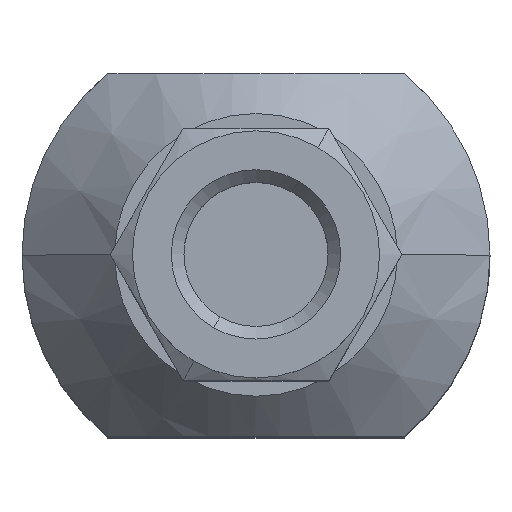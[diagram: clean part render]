
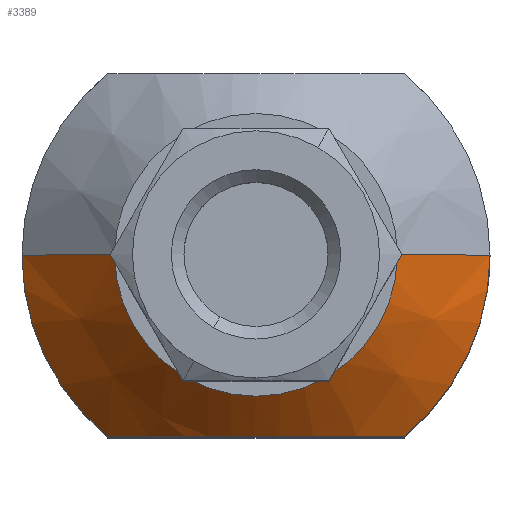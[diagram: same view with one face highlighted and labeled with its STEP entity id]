
A CAD part, top view. The second image highlights one B-rep face of the part: STEP entity #3389.
In plain terms, the highlighted conical face has half-angle 45 degrees and reference radius 3.356 mm.
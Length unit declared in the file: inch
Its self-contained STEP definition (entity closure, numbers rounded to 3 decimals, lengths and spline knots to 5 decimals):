
#68 = DIRECTION ( 'NONE',  ( 0., 0., 1. ) ) ;
#198 = VERTEX_POINT ( 'NONE', #16260 ) ;
#502 = CARTESIAN_POINT ( 'NONE',  ( 0.02319, -0.16929, 0.31718 ) ) ;
#1026 = EDGE_CURVE ( 'NONE', #7854, #5346, #9639, .T. ) ;
#1271 = ORIENTED_EDGE ( 'NONE', *, *, #8723, .F. ) ;
#1289 = VECTOR ( 'NONE', #8922, 39.37008 ) ;
#2038 = AXIS2_PLACEMENT_3D ( 'NONE', #12528, #13937, #10869 ) ;
#2870 = CARTESIAN_POINT ( 'NONE',  ( 0., 0., 0.35433 ) ) ;
#3139 = CARTESIAN_POINT ( 'NONE',  ( 0.04742, -0.16929, 0.3122 ) ) ;
#3311 = CARTESIAN_POINT ( 'NONE',  ( -0.02949, -0.16929, 0.31529 ) ) ;
#3389 = ADVANCED_FACE ( 'NONE', ( #8708 ), #3939, .T. ) ;
#3939 = CONICAL_SURFACE ( 'NONE', #14355, 0.13214, 0.785 ) ;
#4540 = CARTESIAN_POINT ( 'NONE',  ( -0.07275, -0.16929, 0.3022 ) ) ;
#4715 = CARTESIAN_POINT ( 'NONE',  ( 0.13854, -0.16929, 0.26772 ) ) ;
#4719 = DIRECTION ( 'NONE',  ( -1., 0., 0. ) ) ;
#5203 = EDGE_CURVE ( 'NONE', #198, #5689, #18106, .T. ) ;
#5346 = VERTEX_POINT ( 'NONE', #17918 ) ;
#5460 = CARTESIAN_POINT ( 'NONE',  ( -0.13214, 0., 0.35433 ) ) ;
#5689 = VERTEX_POINT ( 'NONE', #12416 ) ;
#6225 = CARTESIAN_POINT ( 'NONE',  ( 0.08155, -0.16929, 0.29858 ) ) ;
#6284 = VERTEX_POINT ( 'NONE', #14612 ) ;
#6317 = CARTESIAN_POINT ( 'NONE',  ( -0.06188, -0.16929, 0.30625 ) ) ;
#7141 = B_SPLINE_CURVE_WITH_KNOTS ( 'NONE', 3,
 ( #4715, #16167, #13201, #16074, #6225, #8773, #15988, #15909, #13289, #8856, #3139, #502, #14693, #3311, #11716, #6317, #17555, #9029, #7451, #7634, #11883, #4540, #15814, #10251, #14512 ),
 .UNSPECIFIED., .F., .F.,
 ( 4, 1, 1, 1, 1, 1, 2, 2, 2, 1, 1, 1, 1, 1, 1, 2, 2, 4 ),
 ( 0., 0.125, 0.1875, 0.21875, 0.23437, 0.24219, 0.24609, 0.25, 0.5, 0.625, 0.6875, 0.71875, 0.73437, 0.74219, 0.74609, 0.74805, 0.75, 1. ),
 .UNSPECIFIED. ) ;
#7451 = CARTESIAN_POINT ( 'NONE',  ( -0.07153, -0.16929, 0.30269 ) ) ;
#7634 = CARTESIAN_POINT ( 'NONE',  ( -0.07212, -0.16929, 0.30245 ) ) ;
#7854 = VERTEX_POINT ( 'NONE', #5460 ) ;
#7964 = CARTESIAN_POINT ( 'NONE',  ( 0.21875, 0., 0.26772 ) ) ;
#8708 = FACE_OUTER_BOUND ( 'NONE', #13193, .T. ) ;
#8723 = EDGE_CURVE ( 'NONE', #5346, #10872, #16519, .T. ) ;
#8773 = CARTESIAN_POINT ( 'NONE',  ( 0.07708, -0.16929, 0.30046 ) ) ;
#8856 = CARTESIAN_POINT ( 'NONE',  ( 0.07306, -0.16929, 0.30208 ) ) ;
#8922 = DIRECTION ( 'NONE',  ( -0.707, 0., -0.707 ) ) ;
#9029 = CARTESIAN_POINT ( 'NONE',  ( -0.07014, -0.16929, 0.30322 ) ) ;
#9639 = CIRCLE ( 'NONE', #13774, 0.13214 ) ;
#9811 = ORIENTED_EDGE ( 'NONE', *, *, #10032, .F. ) ;
#10032 = EDGE_CURVE ( 'NONE', #10872, #6284, #11110, .T. ) ;
#10251 = CARTESIAN_POINT ( 'NONE',  ( -0.11478, -0.16929, 0.28276 ) ) ;
#10489 = CARTESIAN_POINT ( 'NONE',  ( -0.13214, 0., 0.35433 ) ) ;
#10869 = DIRECTION ( 'NONE',  ( 1., 0., 0. ) ) ;
#10872 = VERTEX_POINT ( 'NONE', #7964 ) ;
#10956 = CARTESIAN_POINT ( 'NONE',  ( 0.13214, 0., 0.35433 ) ) ;
#11100 = VECTOR ( 'NONE', #14867, 39.37008 ) ;
#11110 = CIRCLE ( 'NONE', #13478, 0.21875 ) ;
#11494 = CARTESIAN_POINT ( 'NONE',  ( 0., 0., 0.35433 ) ) ;
#11614 = LINE ( 'NONE', #10489, #1289 ) ;
#11716 = CARTESIAN_POINT ( 'NONE',  ( -0.05097, -0.16929, 0.30981 ) ) ;
#11731 = ORIENTED_EDGE ( 'NONE', *, *, #1026, .F. ) ;
#11883 = CARTESIAN_POINT ( 'NONE',  ( -0.07251, -0.16929, 0.3023 ) ) ;
#12416 = CARTESIAN_POINT ( 'NONE',  ( -0.21875, 0., 0.26772 ) ) ;
#12528 = CARTESIAN_POINT ( 'NONE',  ( 0., 0., 0.26772 ) ) ;
#12682 = CARTESIAN_POINT ( 'NONE',  ( 0., 0., 0.26772 ) ) ;
#12730 = EDGE_CURVE ( 'NONE', #6284, #198, #7141, .T. ) ;
#13193 = EDGE_LOOP ( 'NONE', ( #1271, #11731, #18219, #16524, #16047, #9811 ) ) ;
#13201 = CARTESIAN_POINT ( 'NONE',  ( 0.10945, -0.16929, 0.28524 ) ) ;
#13289 = CARTESIAN_POINT ( 'NONE',  ( 0.07329, -0.16929, 0.30199 ) ) ;
#13478 = AXIS2_PLACEMENT_3D ( 'NONE', #12682, #17234, #4719 ) ;
#13774 = AXIS2_PLACEMENT_3D ( 'NONE', #2870, #68, #16929 ) ;
#13937 = DIRECTION ( 'NONE',  ( 0., 0., -1. ) ) ;
#13970 = EDGE_CURVE ( 'NONE', #7854, #5689, #11614, .T. ) ;
#14355 = AXIS2_PLACEMENT_3D ( 'NONE', #11494, #14457, #17155 ) ;
#14457 = DIRECTION ( 'NONE',  ( 0., 0., -1. ) ) ;
#14512 = CARTESIAN_POINT ( 'NONE',  ( -0.13854, -0.16929, 0.26772 ) ) ;
#14612 = CARTESIAN_POINT ( 'NONE',  ( 0.13854, -0.16929, 0.26772 ) ) ;
#14693 = CARTESIAN_POINT ( 'NONE',  ( -0.01167, -0.16929, 0.31717 ) ) ;
#14867 = DIRECTION ( 'NONE',  ( 0.707, 0., -0.707 ) ) ;
#15814 = CARTESIAN_POINT ( 'NONE',  ( -0.09291, -0.16929, 0.29423 ) ) ;
#15909 = CARTESIAN_POINT ( 'NONE',  ( 0.07392, -0.16929, 0.30174 ) ) ;
#15988 = CARTESIAN_POINT ( 'NONE',  ( 0.07487, -0.16929, 0.30136 ) ) ;
#16047 = ORIENTED_EDGE ( 'NONE', *, *, #12730, .F. ) ;
#16074 = CARTESIAN_POINT ( 'NONE',  ( 0.09065, -0.16929, 0.29452 ) ) ;
#16167 = CARTESIAN_POINT ( 'NONE',  ( 0.12662, -0.16929, 0.27526 ) ) ;
#16260 = CARTESIAN_POINT ( 'NONE',  ( -0.13854, -0.16929, 0.26772 ) ) ;
#16519 = LINE ( 'NONE', #10956, #11100 ) ;
#16524 = ORIENTED_EDGE ( 'NONE', *, *, #5203, .F. ) ;
#16929 = DIRECTION ( 'NONE',  ( 1., 0., 0. ) ) ;
#17155 = DIRECTION ( 'NONE',  ( -1., 0., 0. ) ) ;
#17234 = DIRECTION ( 'NONE',  ( 0., 0., -1. ) ) ;
#17555 = CARTESIAN_POINT ( 'NONE',  ( -0.06738, -0.16929, 0.30427 ) ) ;
#17918 = CARTESIAN_POINT ( 'NONE',  ( 0.13214, 0., 0.35433 ) ) ;
#18106 = CIRCLE ( 'NONE', #2038, 0.21875 ) ;
#18219 = ORIENTED_EDGE ( 'NONE', *, *, #13970, .T. ) ;
